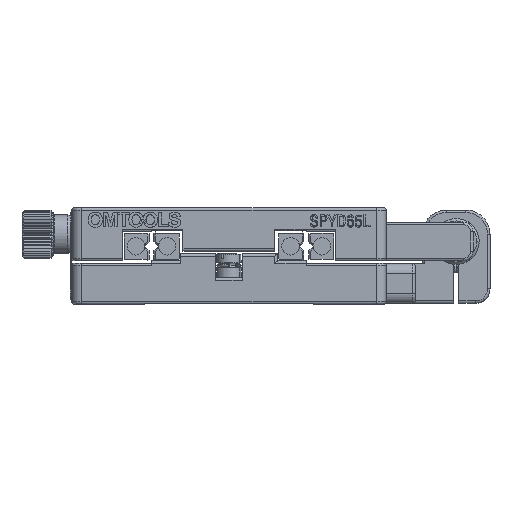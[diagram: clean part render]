
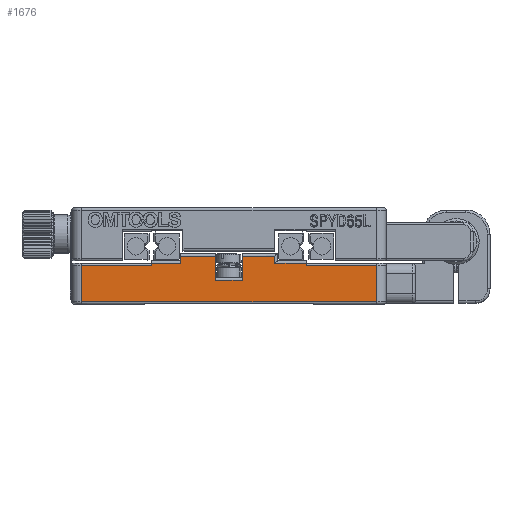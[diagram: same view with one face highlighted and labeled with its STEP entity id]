
A CAD part, front view. The second image highlights one B-rep face of the part: STEP entity #1676.
In plain terms, the highlighted planar face has unit normal (0, -1, 0).
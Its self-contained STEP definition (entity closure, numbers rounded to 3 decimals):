
#202 = LINE ( 'NONE', #7129, #9019 ) ;
#533 = VECTOR ( 'NONE', #17751, 1000. ) ;
#547 = ORIENTED_EDGE ( 'NONE', *, *, #14940, .T. ) ;
#558 = FACE_OUTER_BOUND ( 'NONE', #4109, .T. ) ;
#672 = CARTESIAN_POINT ( 'NONE',  ( -10., -32.5, 8.5 ) ) ;
#895 = VECTOR ( 'NONE', #20705, 1000. ) ;
#1039 = VERTEX_POINT ( 'NONE', #24117 ) ;
#1218 = CARTESIAN_POINT ( 'NONE',  ( -10., -32.5, 10. ) ) ;
#1290 = CARTESIAN_POINT ( 'NONE',  ( 9.5, -32.5, 8.5 ) ) ;
#1572 = DIRECTION ( 'NONE',  ( 0., 0., 1. ) ) ;
#1676 = ADVANCED_FACE ( 'NONE', ( #558 ), #26080, .F. ) ;
#1686 = CARTESIAN_POINT ( 'NONE',  ( 16., -32.5, 10.5 ) ) ;
#2033 = LINE ( 'NONE', #8478, #15646 ) ;
#2046 = VERTEX_POINT ( 'NONE', #18106 ) ;
#2530 = ORIENTED_EDGE ( 'NONE', *, *, #29642, .T. ) ;
#2541 = ORIENTED_EDGE ( 'NONE', *, *, #7647, .T. ) ;
#3398 = VECTOR ( 'NONE', #3815, 1000. ) ;
#3815 = DIRECTION ( 'NONE',  ( 0., 0., 1. ) ) ;
#4109 = EDGE_LOOP ( 'NONE', ( #30379, #28919, #2541, #28543, #28527, #10002, #5056, #12907, #10311, #13908, #6983, #2530, #8399, #547, #18808, #6404 ) ) ;
#4204 = CARTESIAN_POINT ( 'NONE',  ( 9.5, -32.5, 10. ) ) ;
#4918 = LINE ( 'NONE', #15260, #8047 ) ;
#5056 = ORIENTED_EDGE ( 'NONE', *, *, #17384, .T. ) ;
#5852 = VECTOR ( 'NONE', #21522, 1000. ) ;
#5882 = DIRECTION ( 'NONE',  ( -1., 0., 0. ) ) ;
#6092 = DIRECTION ( 'NONE',  ( 0., 0., -1. ) ) ;
#6404 = ORIENTED_EDGE ( 'NONE', *, *, #29227, .T. ) ;
#6646 = EDGE_CURVE ( 'NONE', #2046, #21763, #14190, .T. ) ;
#6679 = CARTESIAN_POINT ( 'NONE',  ( 30.5, -32.5, 8. ) ) ;
#6796 = EDGE_CURVE ( 'NONE', #25679, #24665, #19600, .T. ) ;
#6983 = ORIENTED_EDGE ( 'NONE', *, *, #13724, .F. ) ;
#7041 = EDGE_CURVE ( 'NONE', #1039, #26308, #13873, .T. ) ;
#7129 = CARTESIAN_POINT ( 'NONE',  ( 9.5, -32.5, 10.5 ) ) ;
#7647 = EDGE_CURVE ( 'NONE', #24020, #1039, #26714, .T. ) ;
#8047 = VECTOR ( 'NONE', #5882, 1000. ) ;
#8399 = ORIENTED_EDGE ( 'NONE', *, *, #30103, .T. ) ;
#8478 = CARTESIAN_POINT ( 'NONE',  ( -10., -32.5, 9. ) ) ;
#8994 = DIRECTION ( 'NONE',  ( 0., 0., 1. ) ) ;
#9019 = VECTOR ( 'NONE', #28674, 1000. ) ;
#9090 = VERTEX_POINT ( 'NONE', #4204 ) ;
#9241 = CARTESIAN_POINT ( 'NONE',  ( -30.5, -32.5, 8. ) ) ;
#9381 = LINE ( 'NONE', #13831, #533 ) ;
#9553 = VERTEX_POINT ( 'NONE', #9798 ) ;
#9636 = DIRECTION ( 'NONE',  ( 0., 0., 1. ) ) ;
#9798 = CARTESIAN_POINT ( 'NONE',  ( 2.75, -32.5, 5. ) ) ;
#10002 = ORIENTED_EDGE ( 'NONE', *, *, #26721, .T. ) ;
#10311 = ORIENTED_EDGE ( 'NONE', *, *, #6646, .T. ) ;
#11108 = VECTOR ( 'NONE', #26317, 1000. ) ;
#11189 = VECTOR ( 'NONE', #16087, 1000. ) ;
#11632 = CARTESIAN_POINT ( 'NONE',  ( -32.5, -32.5, 0.5 ) ) ;
#11894 = DIRECTION ( 'NONE',  ( 0., 1., 0. ) ) ;
#12072 = VECTOR ( 'NONE', #6092, 1000. ) ;
#12096 = VERTEX_POINT ( 'NONE', #23666 ) ;
#12149 = CARTESIAN_POINT ( 'NONE',  ( -16., -32.5, 10.5 ) ) ;
#12451 = EDGE_CURVE ( 'NONE', #26308, #9090, #202, .T. ) ;
#12510 = VERTEX_POINT ( 'NONE', #1218 ) ;
#12640 = DIRECTION ( 'NONE',  ( -1., 0., 0. ) ) ;
#12672 = VERTEX_POINT ( 'NONE', #26293 ) ;
#12732 = EDGE_CURVE ( 'NONE', #21763, #12510, #17577, .T. ) ;
#12907 = ORIENTED_EDGE ( 'NONE', *, *, #16928, .T. ) ;
#13013 = VECTOR ( 'NONE', #14049, 1000. ) ;
#13155 = EDGE_CURVE ( 'NONE', #29905, #24020, #4918, .T. ) ;
#13356 = LINE ( 'NONE', #19234, #13795 ) ;
#13724 = EDGE_CURVE ( 'NONE', #22715, #12510, #2033, .T. ) ;
#13795 = VECTOR ( 'NONE', #29432, 1000. ) ;
#13831 = CARTESIAN_POINT ( 'NONE',  ( -30.5, -32.5, 8. ) ) ;
#13873 = LINE ( 'NONE', #29911, #895 ) ;
#13904 = DIRECTION ( 'NONE',  ( -1., 0., 0. ) ) ;
#13908 = ORIENTED_EDGE ( 'NONE', *, *, #12732, .T. ) ;
#14049 = DIRECTION ( 'NONE',  ( 0., 0., 1. ) ) ;
#14190 = LINE ( 'NONE', #27854, #3398 ) ;
#14692 = CARTESIAN_POINT ( 'NONE',  ( -30.5, -32.5, 10.5 ) ) ;
#14940 = EDGE_CURVE ( 'NONE', #12096, #25679, #9381, .T. ) ;
#15260 = CARTESIAN_POINT ( 'NONE',  ( 16., -32.5, 8. ) ) ;
#15355 = LINE ( 'NONE', #19275, #27038 ) ;
#15514 = DIRECTION ( 'NONE',  ( -1., 0., 0. ) ) ;
#15646 = VECTOR ( 'NONE', #8994, 1000. ) ;
#16087 = DIRECTION ( 'NONE',  ( 1., 0., 0. ) ) ;
#16378 = CARTESIAN_POINT ( 'NONE',  ( -30.5, -32.5, 0.5 ) ) ;
#16928 = EDGE_CURVE ( 'NONE', #9553, #2046, #13356, .T. ) ;
#17384 = EDGE_CURVE ( 'NONE', #12672, #9553, #29034, .T. ) ;
#17577 = LINE ( 'NONE', #18551, #27177 ) ;
#17751 = DIRECTION ( 'NONE',  ( -1., 0., 0. ) ) ;
#17826 = VECTOR ( 'NONE', #15514, 1000. ) ;
#17996 = LINE ( 'NONE', #22852, #19951 ) ;
#18106 = CARTESIAN_POINT ( 'NONE',  ( -2.75, -32.5, 5. ) ) ;
#18551 = CARTESIAN_POINT ( 'NONE',  ( -10., -32.5, 10. ) ) ;
#18808 = ORIENTED_EDGE ( 'NONE', *, *, #6796, .T. ) ;
#19234 = CARTESIAN_POINT ( 'NONE',  ( -32.5, -32.5, 5. ) ) ;
#19275 = CARTESIAN_POINT ( 'NONE',  ( 2.75, -32.5, 10. ) ) ;
#19600 = LINE ( 'NONE', #14692, #5852 ) ;
#19951 = VECTOR ( 'NONE', #9636, 1000. ) ;
#20493 = LINE ( 'NONE', #11632, #11189 ) ;
#20705 = DIRECTION ( 'NONE',  ( -1., 0., 0. ) ) ;
#21344 = VERTEX_POINT ( 'NONE', #28678 ) ;
#21386 = LINE ( 'NONE', #25235, #17826 ) ;
#21522 = DIRECTION ( 'NONE',  ( 0., 0., -1. ) ) ;
#21763 = VERTEX_POINT ( 'NONE', #30180 ) ;
#21855 = VERTEX_POINT ( 'NONE', #27796 ) ;
#22715 = VERTEX_POINT ( 'NONE', #672 ) ;
#22852 = CARTESIAN_POINT ( 'NONE',  ( 30.5, -32.5, 10.5 ) ) ;
#23088 = AXIS2_PLACEMENT_3D ( 'NONE', #24619, #11894, #1572 ) ;
#23666 = CARTESIAN_POINT ( 'NONE',  ( -16., -32.5, 8. ) ) ;
#24020 = VERTEX_POINT ( 'NONE', #29726 ) ;
#24117 = CARTESIAN_POINT ( 'NONE',  ( 16., -32.5, 8.5 ) ) ;
#24619 = CARTESIAN_POINT ( 'NONE',  ( -32.5, -32.5, 10.5 ) ) ;
#24665 = VERTEX_POINT ( 'NONE', #16378 ) ;
#25235 = CARTESIAN_POINT ( 'NONE',  ( -16., -32.5, 8.5 ) ) ;
#25679 = VERTEX_POINT ( 'NONE', #9241 ) ;
#26080 = PLANE ( 'NONE',  #23088 ) ;
#26293 = CARTESIAN_POINT ( 'NONE',  ( 2.75, -32.5, 10. ) ) ;
#26308 = VERTEX_POINT ( 'NONE', #1290 ) ;
#26317 = DIRECTION ( 'NONE',  ( 0., 0., -1. ) ) ;
#26714 = LINE ( 'NONE', #1686, #13013 ) ;
#26721 = EDGE_CURVE ( 'NONE', #9090, #12672, #15355, .T. ) ;
#26829 = LINE ( 'NONE', #12149, #11108 ) ;
#27038 = VECTOR ( 'NONE', #13904, 1000. ) ;
#27177 = VECTOR ( 'NONE', #12640, 1000. ) ;
#27190 = EDGE_CURVE ( 'NONE', #21855, #29905, #17996, .T. ) ;
#27606 = CARTESIAN_POINT ( 'NONE',  ( 2.75, -32.5, 10.5 ) ) ;
#27796 = CARTESIAN_POINT ( 'NONE',  ( 30.5, -32.5, 0.5 ) ) ;
#27854 = CARTESIAN_POINT ( 'NONE',  ( -2.75, -32.5, 10.5 ) ) ;
#28527 = ORIENTED_EDGE ( 'NONE', *, *, #12451, .T. ) ;
#28543 = ORIENTED_EDGE ( 'NONE', *, *, #7041, .T. ) ;
#28674 = DIRECTION ( 'NONE',  ( 0., 0., 1. ) ) ;
#28678 = CARTESIAN_POINT ( 'NONE',  ( -16., -32.5, 8.5 ) ) ;
#28919 = ORIENTED_EDGE ( 'NONE', *, *, #13155, .T. ) ;
#29034 = LINE ( 'NONE', #27606, #12072 ) ;
#29227 = EDGE_CURVE ( 'NONE', #24665, #21855, #20493, .T. ) ;
#29432 = DIRECTION ( 'NONE',  ( -1., 0., 0. ) ) ;
#29642 = EDGE_CURVE ( 'NONE', #22715, #21344, #21386, .T. ) ;
#29726 = CARTESIAN_POINT ( 'NONE',  ( 16., -32.5, 8. ) ) ;
#29905 = VERTEX_POINT ( 'NONE', #6679 ) ;
#29911 = CARTESIAN_POINT ( 'NONE',  ( -32.5, -32.5, 8.5 ) ) ;
#30103 = EDGE_CURVE ( 'NONE', #21344, #12096, #26829, .T. ) ;
#30180 = CARTESIAN_POINT ( 'NONE',  ( -2.75, -32.5, 10. ) ) ;
#30379 = ORIENTED_EDGE ( 'NONE', *, *, #27190, .T. ) ;
